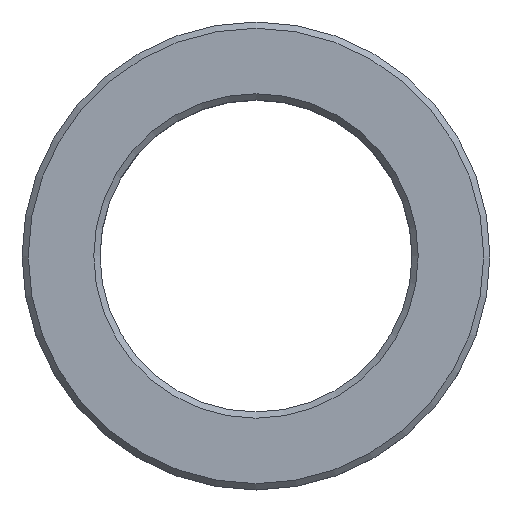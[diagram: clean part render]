
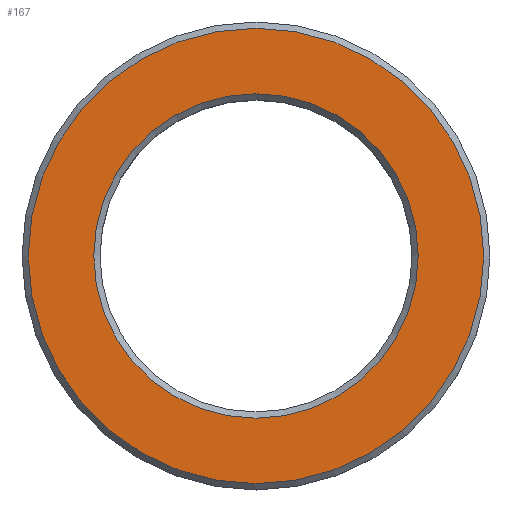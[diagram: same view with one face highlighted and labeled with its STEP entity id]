
A CAD part, top view. The second image highlights one B-rep face of the part: STEP entity #167.
In plain terms, the highlighted planar face has unit normal (0, 0, 1).
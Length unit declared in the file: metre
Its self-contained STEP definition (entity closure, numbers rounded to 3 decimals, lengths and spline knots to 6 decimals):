
#167=ADVANCED_FACE('',(#211,#212),#213,.T.);
#211=FACE_BOUND('',#2797,.T.);
#212=FACE_OUTER_BOUND('',#2798,.T.);
#213=PLANE('',#2799);
#2797=EDGE_LOOP('',(#5422));
#2798=EDGE_LOOP('',(#5423));
#2799=AXIS2_PLACEMENT_3D('',#5424,#5425,#5426);
#5422=ORIENTED_EDGE('',*,*,#5459,.T.);
#5423=ORIENTED_EDGE('',*,*,#5450,.F.);
#5424=CARTESIAN_POINT('',(0.0292,0.0,0.025));
#5425=DIRECTION('',(0.0,0.,1.0));
#5426=DIRECTION('',(0.0,-1.0,0.));
#5450=EDGE_CURVE('',#5484,#5484,#5485,.T.);
#5459=EDGE_CURVE('',#5502,#5502,#5503,.T.);
#5484=VERTEX_POINT('',#5752);
#5485=CIRCLE('',#5753,0.0292);
#5502=VERTEX_POINT('',#5770);
#5503=CIRCLE('',#5771,0.0208);
#5752=CARTESIAN_POINT('',(0.0,0.0292,0.025));
#5753=AXIS2_PLACEMENT_3D('',#5794,#5795,#5796);
#5770=CARTESIAN_POINT('',(0.0,0.0208,0.025));
#5771=AXIS2_PLACEMENT_3D('',#5821,#5822,#5823);
#5794=CARTESIAN_POINT('',(0.0,0.0,0.025));
#5795=DIRECTION('',(0.0,0.,-1.0));
#5796=DIRECTION('',(0.0,1.0,0.));
#5821=CARTESIAN_POINT('',(0.0,0.0,0.025));
#5822=DIRECTION('',(0.0,0.,-1.0));
#5823=DIRECTION('',(0.0,1.0,0.));
